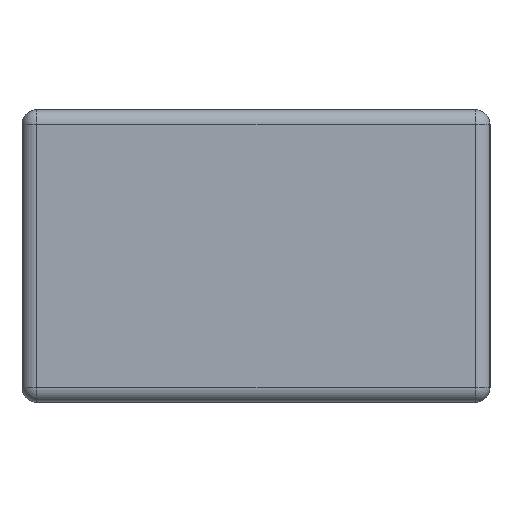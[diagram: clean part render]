
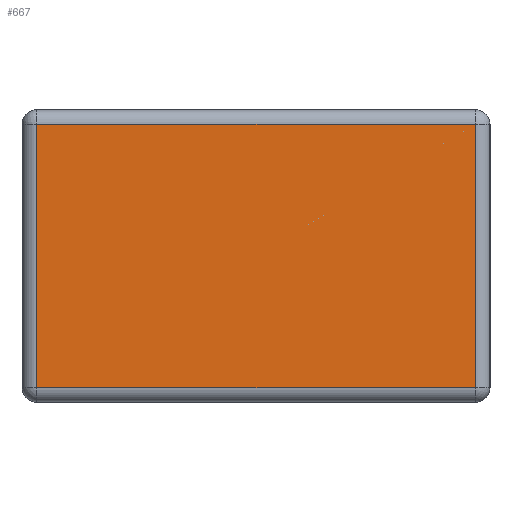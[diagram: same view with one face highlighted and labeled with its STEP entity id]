
A CAD part, left-side view. The second image highlights one B-rep face of the part: STEP entity #667.
In plain terms, the highlighted planar face has unit normal (-1, 0, 0).
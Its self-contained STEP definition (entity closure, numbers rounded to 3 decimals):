
#21=PLANE('',#733);
#42=LINE('',#1048,#98);
#43=LINE('',#1057,#99);
#48=LINE('',#1074,#104);
#50=LINE('',#1077,#106);
#98=VECTOR('',#822,10.);
#99=VECTOR('',#833,10.);
#104=VECTOR('',#852,10.);
#106=VECTOR('',#856,10.);
#183=FACE_OUTER_BOUND('',#229,.T.);
#229=EDGE_LOOP('',(#505,#506,#507,#508));
#302=VERTEX_POINT('',#1022);
#307=VERTEX_POINT('',#1035);
#311=VERTEX_POINT('',#1050);
#318=VERTEX_POINT('',#1069);
#370=EDGE_CURVE('',#302,#307,#42,.T.);
#374=EDGE_CURVE('',#311,#302,#43,.T.);
#383=EDGE_CURVE('',#307,#318,#48,.T.);
#385=EDGE_CURVE('',#318,#311,#50,.T.);
#505=ORIENTED_EDGE('',*,*,#370,.F.);
#506=ORIENTED_EDGE('',*,*,#374,.F.);
#507=ORIENTED_EDGE('',*,*,#385,.F.);
#508=ORIENTED_EDGE('',*,*,#383,.F.);
#667=ADVANCED_FACE('',(#183),#21,.T.);
#733=AXIS2_PLACEMENT_3D('',#1088,#869,#870);
#822=DIRECTION('',(0.,1.,0.));
#833=DIRECTION('',(0.,0.,-1.));
#852=DIRECTION('',(0.,0.,1.));
#856=DIRECTION('',(0.,-1.,0.));
#869=DIRECTION('center_axis',(-1.,0.,0.));
#870=DIRECTION('ref_axis',(0.,-1.,0.));
#1022=CARTESIAN_POINT('',(-0.8,-0.375,0.025));
#1035=CARTESIAN_POINT('',(-0.8,0.375,0.025));
#1048=CARTESIAN_POINT('',(-0.8,0.2,0.025));
#1050=CARTESIAN_POINT('',(-0.8,-0.375,0.475));
#1057=CARTESIAN_POINT('',(-0.8,-0.375,0.));
#1069=CARTESIAN_POINT('',(-0.8,0.375,0.475));
#1074=CARTESIAN_POINT('',(-0.8,0.375,0.));
#1077=CARTESIAN_POINT('',(-0.8,0.2,0.475));
#1088=CARTESIAN_POINT('Origin',(-0.8,0.4,0.));
